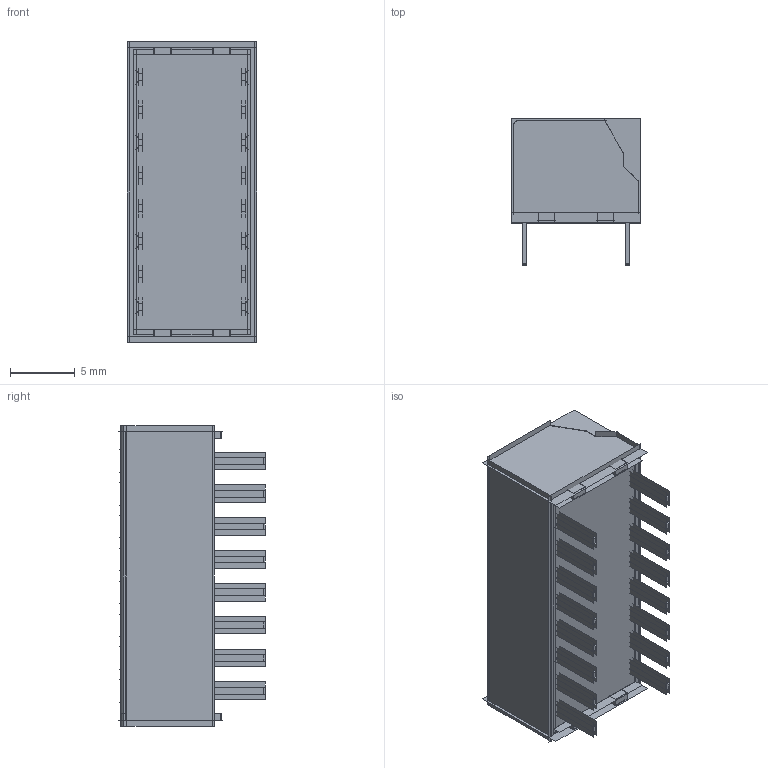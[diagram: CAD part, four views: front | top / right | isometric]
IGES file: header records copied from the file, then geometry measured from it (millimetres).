
Start section:  PTC IGES file: 76psb08t_asm.igs
Global section: file name: 76psb08t_asm.igs; native system: Pro/ENGINEER by Parametric Technology Corporation; preprocessor: 2006200; author: Administrator; organization: Unknown; date: 20120806.154909; units: inch
Bounding box: 10.04 x 11.33 x 23.25 mm (x, y, z)
Surface area: 10992.3 mm2 (no closed solid volume)
Topology: 0 solids, 0 shells, 2788 faces, 42977 edges, 55820 vertices
Faces by surface type: bspline 2224, revolution 564
